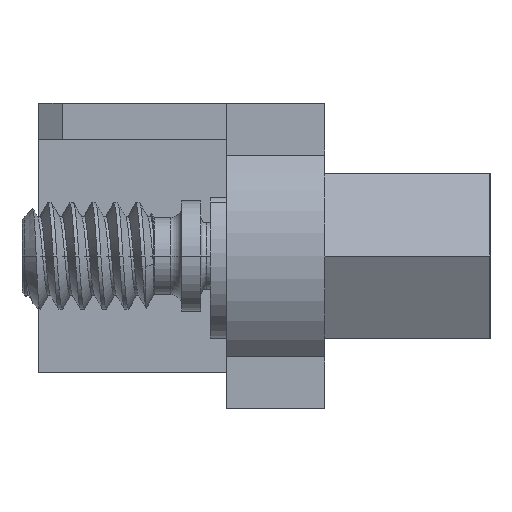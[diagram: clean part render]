
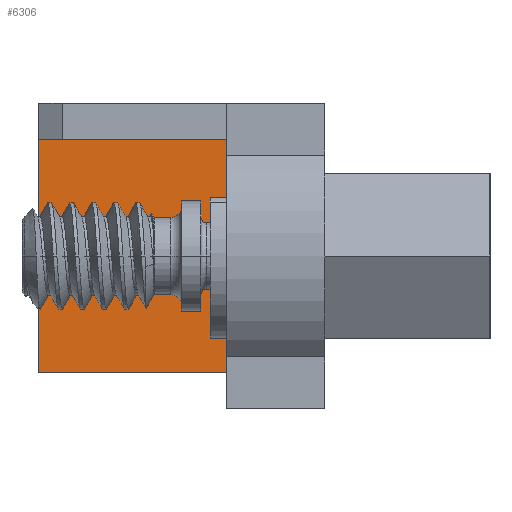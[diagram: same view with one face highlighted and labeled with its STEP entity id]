
A CAD part, left-side view. The second image highlights one B-rep face of the part: STEP entity #6306.
In plain terms, the highlighted planar face has unit normal (-1, 0, 0).
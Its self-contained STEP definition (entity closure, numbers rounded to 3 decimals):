
#237=DIRECTION('',(0.,0.,-1.));
#238=VECTOR('',#237,4.23);
#239=CARTESIAN_POINT('',(-7.27,0.,2.115));
#240=LINE('',#239,#238);
#3037=DIRECTION('',(0.,0.,-1.));
#3038=VECTOR('',#3037,4.23);
#3039=CARTESIAN_POINT('',(-7.27,-3.42,2.115));
#3040=LINE('',#3039,#3038);
#3044=DIRECTION('',(0.,-1.,0.));
#3045=VECTOR('',#3044,3.42);
#3046=CARTESIAN_POINT('',(-7.27,0.,2.115));
#3047=LINE('',#3046,#3045);
#3058=DIRECTION('',(0.,-1.,0.));
#3059=VECTOR('',#3058,3.42);
#3060=CARTESIAN_POINT('',(-7.27,0.,-2.115));
#3061=LINE('',#3060,#3059);
#3090=CARTESIAN_POINT('',(-7.27,0.,2.115));
#3091=CARTESIAN_POINT('',(-7.27,0.,-2.115));
#3092=VERTEX_POINT('',#3090);
#3093=VERTEX_POINT('',#3091);
#3118=CARTESIAN_POINT('',(-7.27,-3.42,2.115));
#3119=CARTESIAN_POINT('',(-7.27,-3.42,-2.115));
#3120=VERTEX_POINT('',#3118);
#3121=VERTEX_POINT('',#3119);
#6294=CARTESIAN_POINT('',(-7.27,0.,2.115));
#6295=DIRECTION('',(-1.,0.,0.));
#6296=DIRECTION('',(0.,0.,-1.));
#6297=AXIS2_PLACEMENT_3D('',#6294,#6295,#6296);
#6298=PLANE('',#6297);
#6299=ORIENTED_EDGE('',*,*,#5684,.T.);
#6301=ORIENTED_EDGE('',*,*,#6300,.F.);
#6302=ORIENTED_EDGE('',*,*,#3653,.F.);
#6303=ORIENTED_EDGE('',*,*,#6246,.T.);
#6304=EDGE_LOOP('',(#6299,#6301,#6302,#6303));
#6305=FACE_OUTER_BOUND('',#6304,.F.);
#3653=EDGE_CURVE('',#3092,#3093,#240,.T.);
#5684=EDGE_CURVE('',#3120,#3121,#3040,.T.);
#6246=EDGE_CURVE('',#3092,#3120,#3047,.T.);
#6300=EDGE_CURVE('',#3093,#3121,#3061,.T.);
#6306=ADVANCED_FACE('',(#6305),#6298,.T.);
